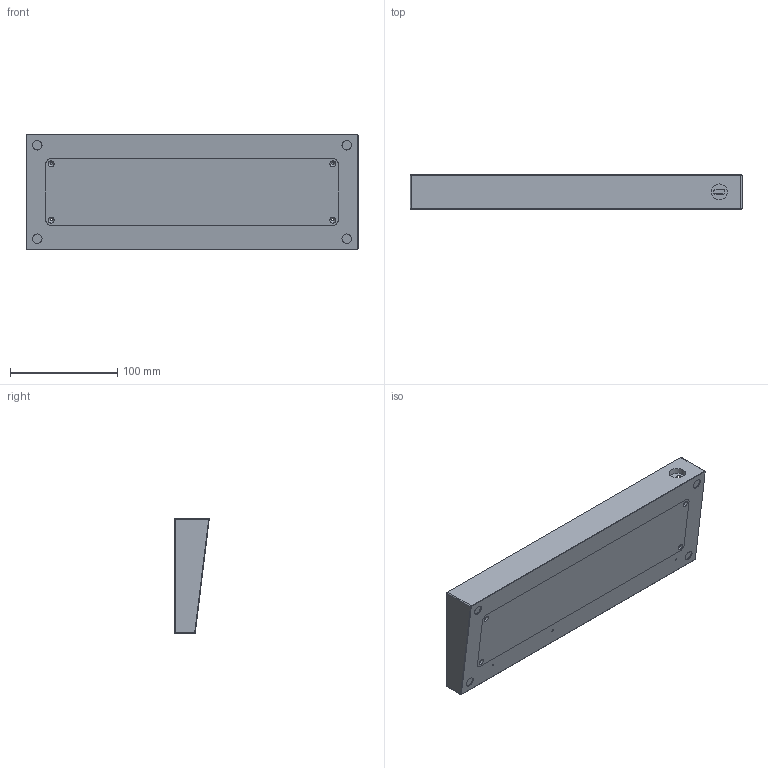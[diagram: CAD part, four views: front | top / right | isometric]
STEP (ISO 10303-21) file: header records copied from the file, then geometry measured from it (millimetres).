
FILE_DESCRIPTION(/* description */ (''),/* implementation_level */ '2;1');
FILE_NAME(/* name */ 'Prototype case.step',/* time_stamp */ '2020-06-26T06:36:42-07:00',/* author */ (''),/* organization */ (''),/* preprocessor_version */ 'ST-DEVELOPER v18.1',/* originating_system */ 'Autodesk Translation Framework v9.3.0.1241',/* authorisation */ '');
FILE_SCHEMA (('AUTOMOTIVE_DESIGN { 1 0 10303 214 3 1 1 }'));
Length unit declared in the file: millimetre
Products named in the file (1): Case65 trụ đế lục g
iác M2 * 3 + 3mm
Bounding box: 310.1 x 32.26 x 108.2 mm (x, y, z)
Volume: 305225.1 mm3; surface area: 143220.9 mm2
Topology: 2 solids, 2 shells, 134 faces, 317 edges, 202 vertices
Faces by surface type: plane 63, cylinder 51, cone 12, bspline 8
Full cylindrical faces by diameter (mm): 1.623 x6, 2.075 x4, 2.5 x4, 9 x4, 15 x1
Entity records: 4061 total; most frequent: CARTESIAN_POINT 846, DIRECTION 665, ORIENTED_EDGE 634, EDGE_CURVE 317, AXIS2_PLACEMENT_3D 237, VERTEX_POINT 202, LINE 191, VECTOR 191
